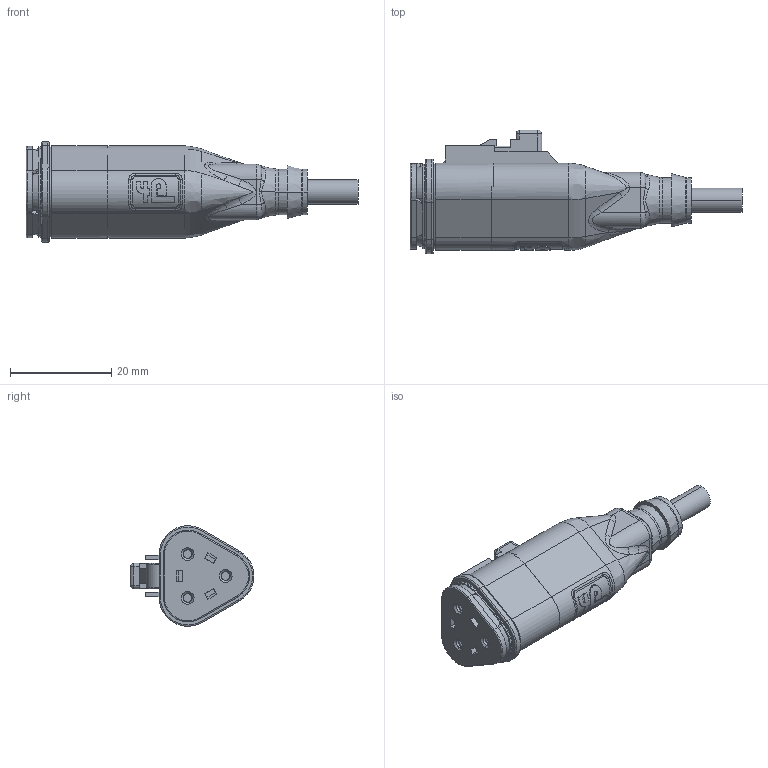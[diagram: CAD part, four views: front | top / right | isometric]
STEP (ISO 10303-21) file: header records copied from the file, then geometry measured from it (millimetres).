
FILE_DESCRIPTION((''),'2;1');
FILE_NAME('CAD-7043_SW0001','2020-08-11T11:24:14',('creinig-se'),(''),'CREO PARAMETRIC BY PTC INC, 2019292','CREO PARAMETRIC BY PTC INC, 2019292','');
FILE_SCHEMA(('CONFIG_CONTROL_DESIGN','SHAPE_APPEARANCE_LAYERS_GROUPS'));
Length unit declared in the file: millimetre
Products named in the file (1): CAD-7043_SW0001
Bounding box: 65.57 x 24.45 x 19.86 mm (x, y, z)
Volume: 10840.9 mm3; surface area: 4091 mm2
Topology: 1 solids, 1 shells, 390 faces, 1023 edges, 644 vertices
Faces by surface type: plane 183, cylinder 116, torus 39, bspline 32, cone 16, sphere 4
Entity records: 17246 total; most frequent: CARTESIAN_POINT 5464, ORIENTED_EDGE 2032, DIRECTION 1938, EDGE_CURVE 1016, AXIS2_PLACEMENT_3D 676, VERTEX_POINT 638, VECTOR 586, LINE 586
